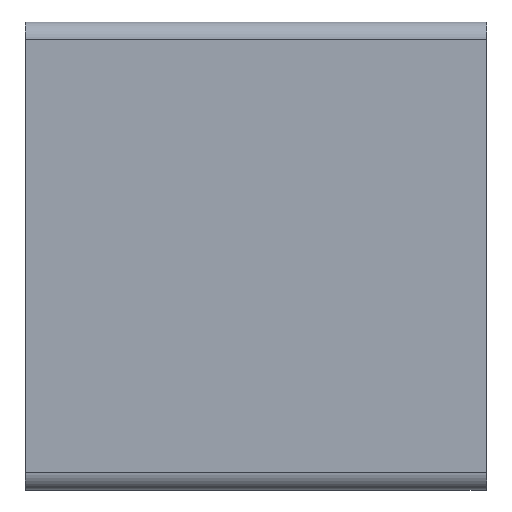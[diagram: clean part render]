
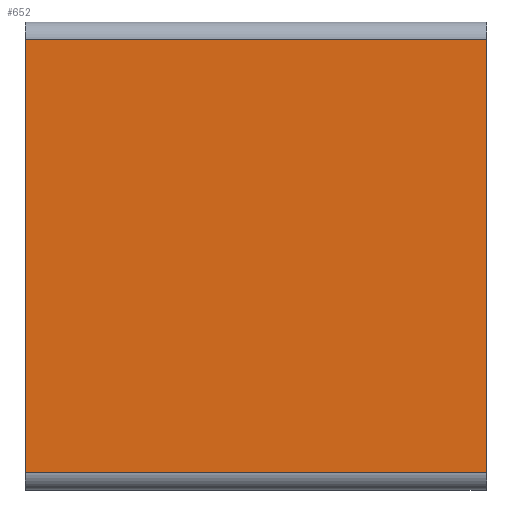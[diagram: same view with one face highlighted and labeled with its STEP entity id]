
A CAD part, left-side view. The second image highlights one B-rep face of the part: STEP entity #652.
In plain terms, the highlighted planar face has unit normal (-1, 0, 0).
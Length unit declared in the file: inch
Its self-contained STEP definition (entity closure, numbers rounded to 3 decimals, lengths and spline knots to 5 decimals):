
#35=PLANE('',#741);
#62=FACE_OUTER_BOUND('',#101,.T.);
#101=EDGE_LOOP('',(#551,#552,#553,#554));
#140=LINE('',#1043,#195);
#157=LINE('',#1100,#212);
#165=LINE('',#1122,#220);
#166=LINE('',#1124,#221);
#195=VECTOR('',#831,0.3937);
#212=VECTOR('',#890,0.3937);
#220=VECTOR('',#918,0.3937);
#221=VECTOR('',#921,0.3937);
#299=VERTEX_POINT('',#1040);
#300=VERTEX_POINT('',#1042);
#318=VERTEX_POINT('',#1097);
#319=VERTEX_POINT('',#1099);
#368=EDGE_CURVE('',#299,#300,#140,.T.);
#397=EDGE_CURVE('',#318,#319,#157,.T.);
#409=EDGE_CURVE('',#319,#299,#165,.T.);
#410=EDGE_CURVE('',#300,#318,#166,.T.);
#551=ORIENTED_EDGE('',*,*,#409,.F.);
#552=ORIENTED_EDGE('',*,*,#397,.F.);
#553=ORIENTED_EDGE('',*,*,#410,.F.);
#554=ORIENTED_EDGE('',*,*,#368,.F.);
#652=ADVANCED_FACE('',(#62),#35,.T.);
#741=AXIS2_PLACEMENT_3D('',#1123,#919,#920);
#831=DIRECTION('',(0.,0.,1.));
#890=DIRECTION('',(0.,0.,-1.));
#918=DIRECTION('',(0.,1.,0.));
#919=DIRECTION('center_axis',(-1.,0.,0.));
#920=DIRECTION('ref_axis',(0.,0.,-1.));
#921=DIRECTION('',(0.,-1.,0.));
#1040=CARTESIAN_POINT('',(-0.25,0.244,-2.875));
#1042=CARTESIAN_POINT('',(-0.25,0.244,0.125));
#1043=CARTESIAN_POINT('',(-0.25,0.244,-3.));
#1097=CARTESIAN_POINT('',(-0.25,-2.961,0.125));
#1099=CARTESIAN_POINT('',(-0.25,-2.961,-2.875));
#1100=CARTESIAN_POINT('',(-0.25,-2.961,0.25));
#1122=CARTESIAN_POINT('',(-0.25,0.,-2.875));
#1123=CARTESIAN_POINT('Origin',(-0.25,0.,0.25));
#1124=CARTESIAN_POINT('',(-0.25,0.,0.125));
